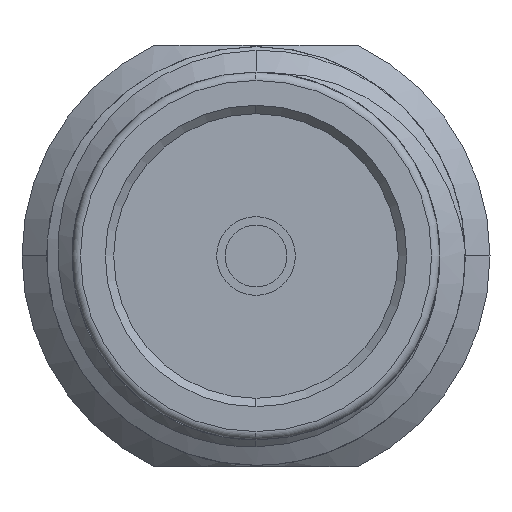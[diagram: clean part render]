
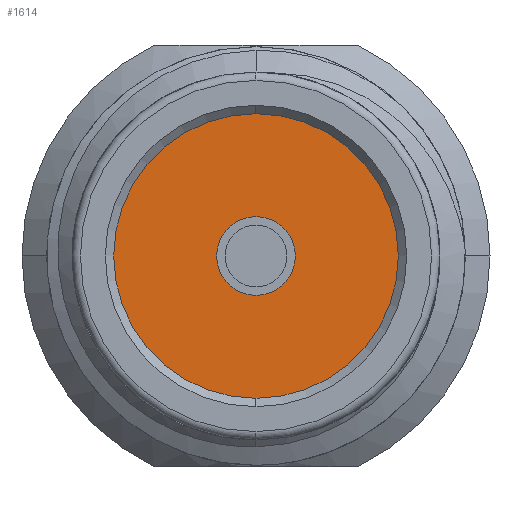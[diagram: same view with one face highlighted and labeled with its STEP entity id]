
A CAD part, left-side view. The second image highlights one B-rep face of the part: STEP entity #1614.
In plain terms, the highlighted planar face has unit normal (-1, 0, 0).
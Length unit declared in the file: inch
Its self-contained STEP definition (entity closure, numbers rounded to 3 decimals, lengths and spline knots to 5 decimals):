
#18 = VERTEX_POINT ( 'NONE', #2738 ) ;
#297 = CARTESIAN_POINT ( 'NONE',  ( 0.08, 0., -0.0235 ) ) ;
#357 = FACE_BOUND ( 'NONE', #4776, .T. ) ;
#415 = AXIS2_PLACEMENT_3D ( 'NONE', #2853, #3900, #416 ) ;
#416 = DIRECTION ( 'NONE',  ( 0., 0., 1. ) ) ;
#432 = CIRCLE ( 'NONE', #2767, 0.0235 ) ;
#486 = CIRCLE ( 'NONE', #4035, 0.085 ) ;
#875 = AXIS2_PLACEMENT_3D ( 'NONE', #4222, #6146, #5629 ) ;
#988 = DIRECTION ( 'NONE',  ( -1., 0., 0. ) ) ;
#1614 = ADVANCED_FACE ( 'NONE', ( #357, #3051 ), #4272, .T. ) ;
#1731 = CARTESIAN_POINT ( 'NONE',  ( 0.08, 0., 0. ) ) ;
#1859 = ORIENTED_EDGE ( 'NONE', *, *, #1893, .F. ) ;
#1881 = DIRECTION ( 'NONE',  ( 0., 0., 1. ) ) ;
#1893 = EDGE_CURVE ( 'NONE', #4328, #4418, #5296, .T. ) ;
#2261 = CARTESIAN_POINT ( 'NONE',  ( 0.08, 0., -0.085 ) ) ;
#2316 = EDGE_CURVE ( 'NONE', #4418, #4328, #432, .T. ) ;
#2456 = AXIS2_PLACEMENT_3D ( 'NONE', #3350, #6223, #1881 ) ;
#2738 = CARTESIAN_POINT ( 'NONE',  ( 0.08, 0., 0.085 ) ) ;
#2767 = AXIS2_PLACEMENT_3D ( 'NONE', #1731, #3170, #4680 ) ;
#2853 = CARTESIAN_POINT ( 'NONE',  ( 0.08, 0., 0. ) ) ;
#3051 = FACE_OUTER_BOUND ( 'NONE', #4703, .T. ) ;
#3170 = DIRECTION ( 'NONE',  ( -1., 0., 0. ) ) ;
#3172 = CIRCLE ( 'NONE', #2456, 0.085 ) ;
#3270 = ORIENTED_EDGE ( 'NONE', *, *, #2316, .F. ) ;
#3350 = CARTESIAN_POINT ( 'NONE',  ( 0.08, 0., 0. ) ) ;
#3724 = VERTEX_POINT ( 'NONE', #2261 ) ;
#3900 = DIRECTION ( 'NONE',  ( -1., 0., 0. ) ) ;
#3928 = CARTESIAN_POINT ( 'NONE',  ( 0.08, 0., 0. ) ) ;
#4035 = AXIS2_PLACEMENT_3D ( 'NONE', #3928, #988, #4436 ) ;
#4222 = CARTESIAN_POINT ( 'NONE',  ( 0.08, 0., 0. ) ) ;
#4272 = PLANE ( 'NONE',  #415 ) ;
#4328 = VERTEX_POINT ( 'NONE', #4621 ) ;
#4418 = VERTEX_POINT ( 'NONE', #297 ) ;
#4436 = DIRECTION ( 'NONE',  ( 0., 0., 1. ) ) ;
#4621 = CARTESIAN_POINT ( 'NONE',  ( 0.08, 0., 0.0235 ) ) ;
#4680 = DIRECTION ( 'NONE',  ( 0., 0., 1. ) ) ;
#4703 = EDGE_LOOP ( 'NONE', ( #5199, #4829 ) ) ;
#4776 = EDGE_LOOP ( 'NONE', ( #1859, #3270 ) ) ;
#4829 = ORIENTED_EDGE ( 'NONE', *, *, #5508, .T. ) ;
#5053 = EDGE_CURVE ( 'NONE', #18, #3724, #486, .T. ) ;
#5199 = ORIENTED_EDGE ( 'NONE', *, *, #5053, .T. ) ;
#5296 = CIRCLE ( 'NONE', #875, 0.0235 ) ;
#5508 = EDGE_CURVE ( 'NONE', #3724, #18, #3172, .T. ) ;
#5629 = DIRECTION ( 'NONE',  ( 0., 0., 1. ) ) ;
#6146 = DIRECTION ( 'NONE',  ( -1., 0., 0. ) ) ;
#6223 = DIRECTION ( 'NONE',  ( -1., 0., 0. ) ) ;
